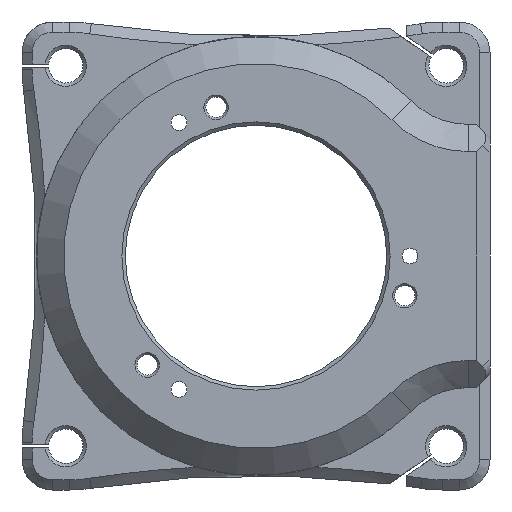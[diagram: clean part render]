
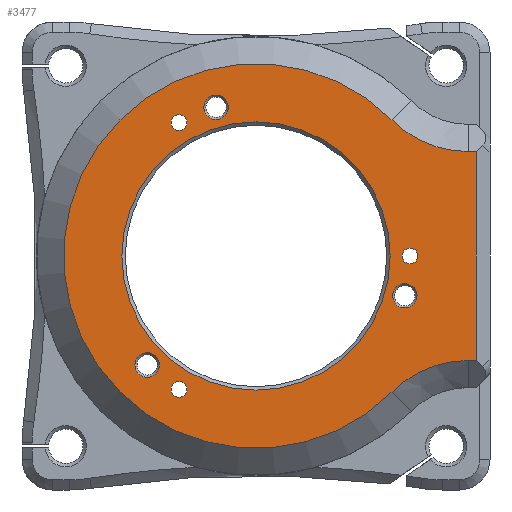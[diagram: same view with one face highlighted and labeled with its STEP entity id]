
A CAD part, left-side view. The second image highlights one B-rep face of the part: STEP entity #3477.
In plain terms, the highlighted planar face has unit normal (-1, 0, 0).
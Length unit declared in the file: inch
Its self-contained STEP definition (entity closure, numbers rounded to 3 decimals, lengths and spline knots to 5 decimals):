
#125=FACE_BOUND('',#501,.T.);
#126=FACE_BOUND('',#502,.T.);
#127=FACE_BOUND('',#503,.T.);
#128=FACE_BOUND('',#504,.T.);
#129=FACE_BOUND('',#505,.T.);
#130=FACE_BOUND('',#506,.T.);
#131=FACE_BOUND('',#507,.T.);
#188=PLANE('',#3735);
#296=FACE_OUTER_BOUND('',#500,.T.);
#500=EDGE_LOOP('',(#2477,#2478,#2479,#2480,#2481,#2482));
#501=EDGE_LOOP('',(#2483));
#502=EDGE_LOOP('',(#2484));
#503=EDGE_LOOP('',(#2485));
#504=EDGE_LOOP('',(#2486));
#505=EDGE_LOOP('',(#2487));
#506=EDGE_LOOP('',(#2488));
#507=EDGE_LOOP('',(#2489));
#767=LINE('',#5436,#1056);
#768=LINE('',#5444,#1057);
#769=LINE('',#5445,#1058);
#1056=VECTOR('',#4255,0.3937);
#1057=VECTOR('',#4262,0.3937);
#1058=VECTOR('',#4263,0.3937);
#1318=CIRCLE('',#3731,1.975);
#1321=CIRCLE('',#3736,1.5875);
#1322=CIRCLE('',#3737,2.83192);
#1323=CIRCLE('',#3738,1.5875);
#1324=CIRCLE('',#3739,0.18);
#1325=CIRCLE('',#3740,0.18);
#1326=CIRCLE('',#3741,0.18);
#1327=CIRCLE('',#3742,0.11614);
#1328=CIRCLE('',#3743,0.11614);
#1329=CIRCLE('',#3744,0.11614);
#1553=VERTEX_POINT('',#5424);
#1556=VERTEX_POINT('',#5434);
#1557=VERTEX_POINT('',#5435);
#1558=VERTEX_POINT('',#5437);
#1559=VERTEX_POINT('',#5439);
#1560=VERTEX_POINT('',#5441);
#1561=VERTEX_POINT('',#5443);
#1562=VERTEX_POINT('',#5446);
#1563=VERTEX_POINT('',#5448);
#1564=VERTEX_POINT('',#5450);
#1565=VERTEX_POINT('',#5452);
#1566=VERTEX_POINT('',#5454);
#1567=VERTEX_POINT('',#5456);
#1908=EDGE_CURVE('',#1553,#1553,#1318,.T.);
#1913=EDGE_CURVE('',#1556,#1557,#767,.T.);
#1914=EDGE_CURVE('',#1558,#1556,#1321,.T.);
#1915=EDGE_CURVE('',#1559,#1558,#1322,.T.);
#1916=EDGE_CURVE('',#1560,#1559,#1323,.T.);
#1917=EDGE_CURVE('',#1561,#1560,#768,.T.);
#1918=EDGE_CURVE('',#1557,#1561,#769,.T.);
#1919=EDGE_CURVE('',#1562,#1562,#1324,.T.);
#1920=EDGE_CURVE('',#1563,#1563,#1325,.T.);
#1921=EDGE_CURVE('',#1564,#1564,#1326,.T.);
#1922=EDGE_CURVE('',#1565,#1565,#1327,.T.);
#1923=EDGE_CURVE('',#1566,#1566,#1328,.T.);
#1924=EDGE_CURVE('',#1567,#1567,#1329,.T.);
#2477=ORIENTED_EDGE('',*,*,#1913,.F.);
#2478=ORIENTED_EDGE('',*,*,#1914,.F.);
#2479=ORIENTED_EDGE('',*,*,#1915,.F.);
#2480=ORIENTED_EDGE('',*,*,#1916,.F.);
#2481=ORIENTED_EDGE('',*,*,#1917,.F.);
#2482=ORIENTED_EDGE('',*,*,#1918,.F.);
#2483=ORIENTED_EDGE('',*,*,#1919,.T.);
#2484=ORIENTED_EDGE('',*,*,#1920,.T.);
#2485=ORIENTED_EDGE('',*,*,#1921,.T.);
#2486=ORIENTED_EDGE('',*,*,#1922,.T.);
#2487=ORIENTED_EDGE('',*,*,#1923,.T.);
#2488=ORIENTED_EDGE('',*,*,#1924,.T.);
#2489=ORIENTED_EDGE('',*,*,#1908,.F.);
#3477=ADVANCED_FACE('',(#296,#125,#126,#127,#128,#129,#130,#131),#188,.T.);
#3731=AXIS2_PLACEMENT_3D('',#5425,#4243,#4244);
#3735=AXIS2_PLACEMENT_3D('',#5433,#4253,#4254);
#3736=AXIS2_PLACEMENT_3D('',#5438,#4256,#4257);
#3737=AXIS2_PLACEMENT_3D('',#5440,#4258,#4259);
#3738=AXIS2_PLACEMENT_3D('',#5442,#4260,#4261);
#3739=AXIS2_PLACEMENT_3D('',#5447,#4264,#4265);
#3740=AXIS2_PLACEMENT_3D('',#5449,#4266,#4267);
#3741=AXIS2_PLACEMENT_3D('',#5451,#4268,#4269);
#3742=AXIS2_PLACEMENT_3D('',#5453,#4270,#4271);
#3743=AXIS2_PLACEMENT_3D('',#5455,#4272,#4273);
#3744=AXIS2_PLACEMENT_3D('',#5457,#4274,#4275);
#4243=DIRECTION('center_axis',(-1.,0.,0.));
#4244=DIRECTION('ref_axis',(0.,0.,1.));
#4253=DIRECTION('center_axis',(-1.,0.,0.));
#4254=DIRECTION('ref_axis',(0.,0.,1.));
#4255=DIRECTION('',(0.,-1.,0.));
#4256=DIRECTION('center_axis',(-1.,0.,0.));
#4257=DIRECTION('ref_axis',(0.,0.383,-0.924));
#4258=DIRECTION('center_axis',(1.,0.,0.));
#4259=DIRECTION('ref_axis',(0.,1.,0.));
#4260=DIRECTION('center_axis',(-1.,0.,0.));
#4261=DIRECTION('ref_axis',(0.,0.383,0.924));
#4262=DIRECTION('',(0.,1.,0.));
#4263=DIRECTION('',(0.,0.,-1.));
#4264=DIRECTION('center_axis',(1.,0.,0.));
#4265=DIRECTION('ref_axis',(0.,-1.,0.));
#4266=DIRECTION('center_axis',(1.,0.,0.));
#4267=DIRECTION('ref_axis',(0.,-1.,0.));
#4268=DIRECTION('center_axis',(1.,0.,0.));
#4269=DIRECTION('ref_axis',(0.,-1.,0.));
#4270=DIRECTION('center_axis',(1.,0.,0.));
#4271=DIRECTION('ref_axis',(0.,-1.,0.));
#4272=DIRECTION('center_axis',(1.,0.,0.));
#4273=DIRECTION('ref_axis',(0.,-1.,0.));
#4274=DIRECTION('center_axis',(1.,0.,0.));
#4275=DIRECTION('ref_axis',(0.,-1.,0.));
#5424=CARTESIAN_POINT('',(-0.3,0.,-1.975));
#5425=CARTESIAN_POINT('Origin',(-0.3,0.,0.));
#5433=CARTESIAN_POINT('Origin',(-0.3,-2.45,0.));
#5434=CARTESIAN_POINT('',(-0.3,-3.125,1.5375));
#5435=CARTESIAN_POINT('',(-0.3,-3.24488,1.5375));
#5436=CARTESIAN_POINT('',(-0.3,-2.94744,1.5375));
#5437=CARTESIAN_POINT('',(-0.3,-2.00247,2.00247));
#5438=CARTESIAN_POINT('Origin',(-0.3,-3.125,3.125));
#5439=CARTESIAN_POINT('',(-0.3,-2.00247,-2.00247));
#5440=CARTESIAN_POINT('Origin',(-0.3,0.,0.));
#5441=CARTESIAN_POINT('',(-0.3,-3.125,-1.5375));
#5442=CARTESIAN_POINT('Origin',(-0.3,-3.125,-3.125));
#5443=CARTESIAN_POINT('',(-0.3,-3.24488,-1.5375));
#5444=CARTESIAN_POINT('',(-0.3,-2.94744,-1.5375));
#5445=CARTESIAN_POINT('',(-0.3,-3.24488,-1.72244));
#5446=CARTESIAN_POINT('',(-0.3,0.76814,2.18974));
#5447=CARTESIAN_POINT('Origin',(-0.3,0.58814,2.18974));
#5448=CARTESIAN_POINT('',(-0.3,1.7823,-1.60422));
#5449=CARTESIAN_POINT('Origin',(-0.3,1.6023,-1.60422));
#5450=CARTESIAN_POINT('',(-0.3,-2.01044,-0.58552));
#5451=CARTESIAN_POINT('Origin',(-0.3,-2.19044,-0.58552));
#5452=CARTESIAN_POINT('',(-0.3,1.24982,1.96358));
#5453=CARTESIAN_POINT('Origin',(-0.3,1.13367,1.96358));
#5454=CARTESIAN_POINT('',(-0.3,-2.15121,0.));
#5455=CARTESIAN_POINT('Origin',(-0.3,-2.26735,0.));
#5456=CARTESIAN_POINT('',(-0.3,1.24982,-1.96358));
#5457=CARTESIAN_POINT('Origin',(-0.3,1.13367,-1.96358));
